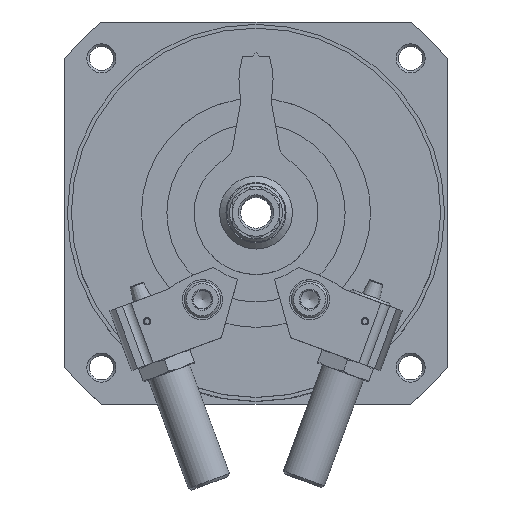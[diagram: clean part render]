
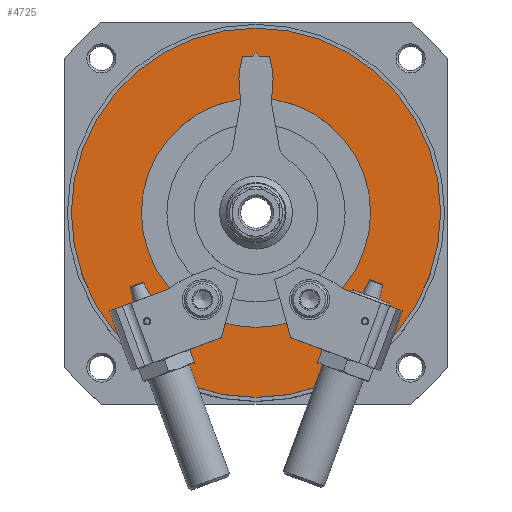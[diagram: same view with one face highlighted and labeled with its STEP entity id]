
A CAD part, top view. The second image highlights one B-rep face of the part: STEP entity #4725.
In plain terms, the highlighted face is planar.
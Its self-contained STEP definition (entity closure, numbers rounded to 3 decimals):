
#187=PLANE('',#5397);
#955=ORIENTED_EDGE('',*,*,#2163,.F.);
#956=ORIENTED_EDGE('',*,*,#2164,.T.);
#2163=EDGE_CURVE('',#2777,#2777,#3236,.T.);
#2164=EDGE_CURVE('',#2778,#2778,#3237,.T.);
#2777=VERTEX_POINT('',#7769);
#2778=VERTEX_POINT('',#7771);
#3236=CIRCLE('',#5398,50.75);
#3237=CIRCLE('',#5399,31.5);
#3578=EDGE_LOOP('',(#955));
#3579=EDGE_LOOP('',(#956));
#4107=FACE_BOUND('',#3578,.T.);
#4108=FACE_BOUND('',#3579,.T.);
#4725=ADVANCED_FACE('',(#4107,#4108),#187,.F.);
#5397=AXIS2_PLACEMENT_3D('',#7767,#6144,#6145);
#5398=AXIS2_PLACEMENT_3D('',#7768,#6146,#6147);
#5399=AXIS2_PLACEMENT_3D('',#7770,#6148,#6149);
#6144=DIRECTION('',(1.,0.,0.));
#6145=DIRECTION('',(0.,0.,-1.));
#6146=DIRECTION('',(1.,0.,0.));
#6147=DIRECTION('',(0.,0.,-1.));
#6148=DIRECTION('',(1.,0.,0.));
#6149=DIRECTION('',(0.,0.,-1.));
#7767=CARTESIAN_POINT('',(-56.,0.,0.));
#7768=CARTESIAN_POINT('',(-56.,0.,0.));
#7769=CARTESIAN_POINT('',(-56.,0.,-50.75));
#7770=CARTESIAN_POINT('',(-56.,0.,0.));
#7771=CARTESIAN_POINT('',(-56.,0.,-31.5));
